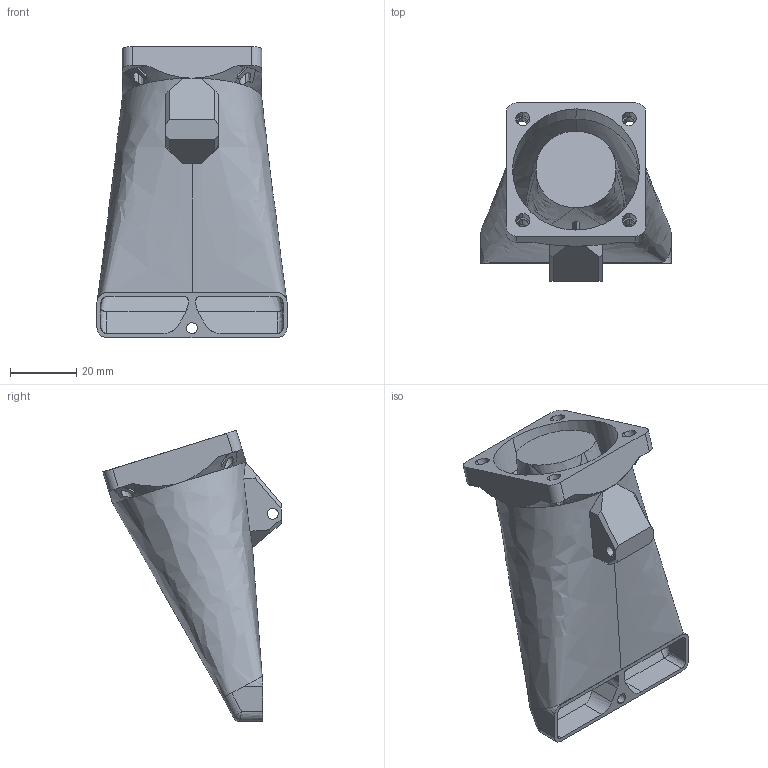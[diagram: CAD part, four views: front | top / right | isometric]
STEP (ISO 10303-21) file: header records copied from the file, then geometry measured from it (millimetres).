
FILE_DESCRIPTION(('CATIA V5 STEP Exchange'),'2;1');
FILE_NAME('40mm Fan Inlet FI_5-rev2.stp','2024-01-20T20:11:29+00:00',('none'),('none'),'CATIA Version 5-6 Release 2019 SP6 HF11','CATIA V5 STEP AP203 v1','none');
FILE_SCHEMA(('CONFIG_CONTROL_DESIGN'));
Length unit declared in the file: millimetre
Products named in the file (1): 40mm_fan_inlet_fi
Bounding box: 57.2 x 53.61 x 87.57 mm (x, y, z)
Volume: 42560.2 mm3; surface area: 29833.7 mm2
Topology: 1 solids, 1 shells, 212 faces, 603 edges, 382 vertices
Faces by surface type: bspline 192, plane 20
Entity records: 21249 total; most frequent: CARTESIAN_POINT 17447, ORIENTED_EDGE 1200, EDGE_CURVE 600, B_SPLINE_CURVE_WITH_KNOTS 574, VERTEX_POINT 382, EDGE_LOOP 226, ADVANCED_FACE 212, FACE_OUTER_BOUND 212
